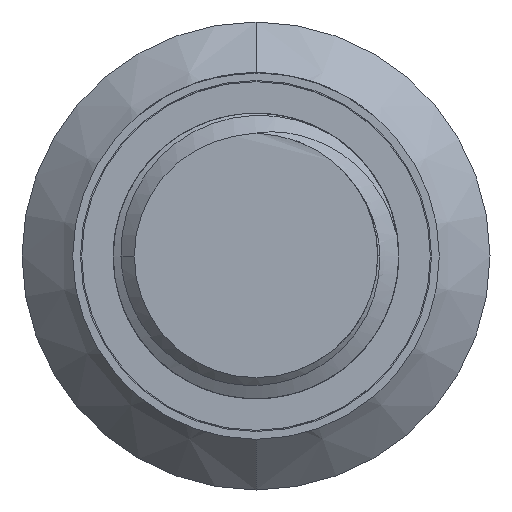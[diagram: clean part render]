
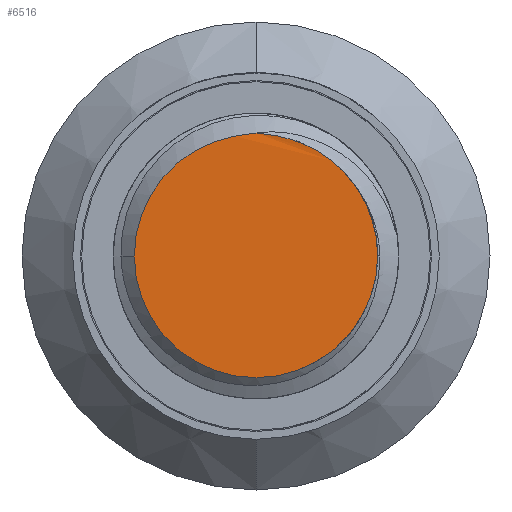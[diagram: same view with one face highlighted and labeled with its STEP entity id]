
A CAD part, front view. The second image highlights one B-rep face of the part: STEP entity #6516.
In plain terms, the highlighted planar face has unit normal (0, -1, 0).
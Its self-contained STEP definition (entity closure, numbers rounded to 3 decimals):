
#86 = VERTEX_POINT ( 'NONE', #2562 ) ;
#96 = EDGE_CURVE ( 'Defeature ausgef�hrt1_9+Defeature ausgef�hrt1_8+Defeature ausgef�hrt1_11+Defeature ausgef�hrt1_11', #2587, #6100, #3245, .T. ) ;
#315 = VERTEX_POINT ( 'NONE', #841 ) ;
#479 = CIRCLE ( 'NONE', #1868, 1.56 ) ;
#612 = PLANE ( 'NONE',  #7337 ) ;
#641 = CARTESIAN_POINT ( 'NONE',  ( 1.122, 0., 1.084 ) ) ;
#718 = DIRECTION ( 'NONE',  ( -1., 0., 0. ) ) ;
#841 = CARTESIAN_POINT ( 'NONE',  ( -1.56, 0., 0. ) ) ;
#845 = DIRECTION ( 'NONE',  ( 0., 1., 0. ) ) ;
#935 = CARTESIAN_POINT ( 'NONE',  ( 0., 0., 0. ) ) ;
#1013 = DIRECTION ( 'NONE',  ( -1., 0., 0. ) ) ;
#1175 = CARTESIAN_POINT ( 'NONE',  ( 0., 0., 1.42 ) ) ;
#1421 = ORIENTED_EDGE ( 'NONE', *, *, #4222, .F. ) ;
#1722 = DIRECTION ( 'NONE',  ( 0., 1., 0. ) ) ;
#1868 = AXIS2_PLACEMENT_3D ( 'NONE', #4464, #845, #4956 ) ;
#2018 = CARTESIAN_POINT ( 'NONE',  ( 1.56, 0., 0. ) ) ;
#2153 = ORIENTED_EDGE ( 'NONE', *, *, #96, .F. ) ;
#2293 = CARTESIAN_POINT ( 'NONE',  ( 0.411, 0., 1.519 ) ) ;
#2413 = DIRECTION ( 'NONE',  ( -1., 0., 0. ) ) ;
#2510 = DIRECTION ( 'NONE',  ( -1., 0., 0. ) ) ;
#2562 = CARTESIAN_POINT ( 'NONE',  ( 0.601, 0., 1.44 ) ) ;
#2587 = VERTEX_POINT ( 'NONE', #641 ) ;
#2740 = CARTESIAN_POINT ( 'NONE',  ( 1.122, 0., 1.084 ) ) ;
#2809 = CARTESIAN_POINT ( 'NONE',  ( 0.614, 0., 1.434 ) ) ;
#2897 = CARTESIAN_POINT ( 'NONE',  ( 0., 0.012, 1.577 ) ) ;
#3034 = VERTEX_POINT ( 'NONE', #2897 ) ;
#3245 = CIRCLE ( 'NONE', #4485, 1.56 ) ;
#3406 = CIRCLE ( 'NONE', #6325, 1.56 ) ;
#3526 = DIRECTION ( 'NONE',  ( 0., 1., 0. ) ) ;
#3563 = EDGE_LOOP ( 'NONE', ( #3829, #6552, #1421, #4015, #2153, #3713 ) ) ;
#3682 = CARTESIAN_POINT ( 'NONE',  ( 0., 0., 0. ) ) ;
#3713 = ORIENTED_EDGE ( 'NONE', *, *, #4172, .F. ) ;
#3717 = EDGE_CURVE ( 'NONE', #86, #6797, #5167, .T. ) ;
#3829 = ORIENTED_EDGE ( 'NONE', *, *, #3717, .F. ) ;
#4015 = ORIENTED_EDGE ( 'NONE', *, *, #5614, .F. ) ;
#4159 = B_SPLINE_CURVE_WITH_KNOTS ( 'NONE', 3,
 ( #5788, #5763, #2293, #6256 ),
 .UNSPECIFIED., .F., .F.,
 ( 4, 4 ),
 ( 0., 0.001 ),
 .UNSPECIFIED. ) ;
#4172 = EDGE_CURVE ( 'Defeature ausgef�hrt1_11+Defeature ausgef�hrt1_8+Defeature ausgef�hrt1_8+Defeature ausgef�hrt1_9', #6797, #2587, #4476, .T. ) ;
#4222 = EDGE_CURVE ( 'Defeature ausgef�hrt1_9+Defeature ausgef�hrt1_8+Defeature ausgef�hrt1_11+Defeature ausgef�hrt1_11', #315, #3034, #3406, .T. ) ;
#4286 = DIRECTION ( 'NONE',  ( 0., 1., 0. ) ) ;
#4464 = CARTESIAN_POINT ( 'NONE',  ( 0., 0., 0. ) ) ;
#4476 = B_SPLINE_CURVE_WITH_KNOTS ( 'NONE', 3,
 ( #6308, #6285, #7377, #2740 ),
 .UNSPECIFIED., .F., .F.,
 ( 4, 4 ),
 ( 0., 0.001 ),
 .UNSPECIFIED. ) ;
#4485 = AXIS2_PLACEMENT_3D ( 'NONE', #3682, #4286, #718 ) ;
#4686 = CARTESIAN_POINT ( 'NONE',  ( 0., 0., 0. ) ) ;
#4956 = DIRECTION ( 'NONE',  ( -1., 0., 0. ) ) ;
#5167 = CIRCLE ( 'NONE', #6868, 1.56 ) ;
#5614 = EDGE_CURVE ( 'Defeature ausgef�hrt1_9+Defeature ausgef�hrt1_8+Defeature ausgef�hrt1_11+Defeature ausgef�hrt1_11', #6100, #315, #479, .T. ) ;
#5763 = CARTESIAN_POINT ( 'NONE',  ( 0.206, 0., 1.56 ) ) ;
#5788 = CARTESIAN_POINT ( 'NONE',  ( 0., 0.012, 1.577 ) ) ;
#6100 = VERTEX_POINT ( 'NONE', #2018 ) ;
#6256 = CARTESIAN_POINT ( 'NONE',  ( 0.601, 0., 1.44 ) ) ;
#6285 = CARTESIAN_POINT ( 'NONE',  ( 0.805, 0., 1.352 ) ) ;
#6308 = CARTESIAN_POINT ( 'NONE',  ( 0.614, 0., 1.434 ) ) ;
#6325 = AXIS2_PLACEMENT_3D ( 'NONE', #935, #7469, #1013 ) ;
#6367 = FACE_OUTER_BOUND ( 'NONE', #3563, .T. ) ;
#6407 = EDGE_CURVE ( 'Defeature ausgef�hrt1_11+Defeature ausgef�hrt1_8+Defeature ausgef�hrt1_8+Defeature ausgef�hrt1_8', #3034, #86, #4159, .T. ) ;
#6516 = ADVANCED_FACE ( 'Defeature ausgef�hrt1_8', ( #6367 ), #612, .F. ) ;
#6552 = ORIENTED_EDGE ( 'NONE', *, *, #6407, .F. ) ;
#6797 = VERTEX_POINT ( 'NONE', #2809 ) ;
#6868 = AXIS2_PLACEMENT_3D ( 'NONE', #4686, #3526, #2510 ) ;
#7337 = AXIS2_PLACEMENT_3D ( 'NONE', #1175, #1722, #2413 ) ;
#7377 = CARTESIAN_POINT ( 'NONE',  ( 0.975, 0., 1.231 ) ) ;
#7469 = DIRECTION ( 'NONE',  ( 0., 1., 0. ) ) ;
